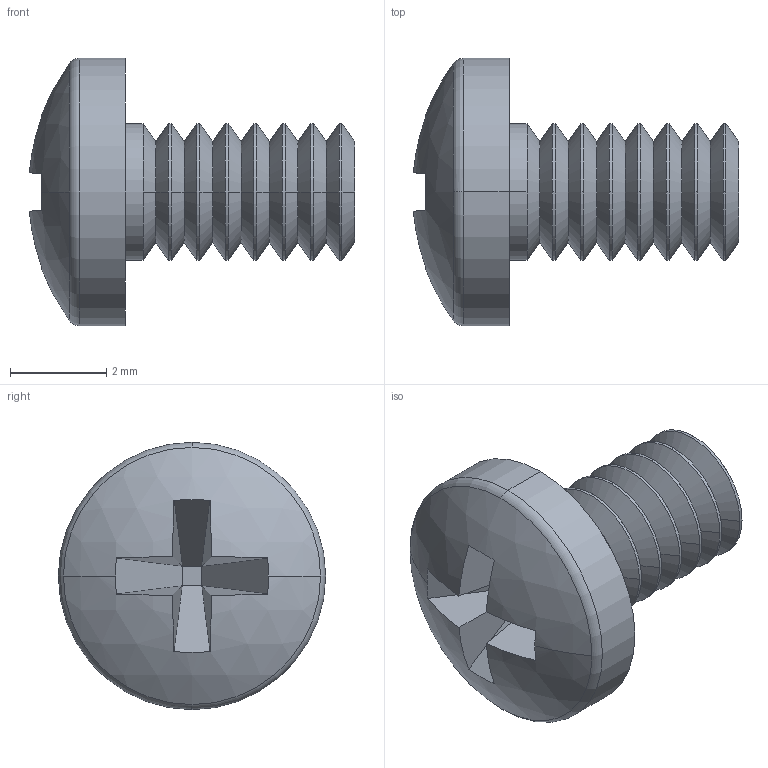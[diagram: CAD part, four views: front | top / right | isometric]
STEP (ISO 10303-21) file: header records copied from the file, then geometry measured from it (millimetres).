
FILE_DESCRIPTION (( 'STEP AP203' ), '1' );
FILE_NAME ('pan cross head_quanser ansi inch_CR-PHMS 0.112-40x0.188x0.188-S_sldprt.STEP', '2016-06-02T17:09:37', ( 'Shusen Zhang' ), ( 'MathWorks' ), 'SwSTEP 2.0', 'SolidWorks 2015', '' );
FILE_SCHEMA (( 'CONFIG_CONTROL_DESIGN' ));
Length unit declared in the file: inch
Products named in the file (1): pan cross head_quanser ansi inch_CR-PHMS 0.112-40x0.188x0.188-S_sldprt
Bounding box: 6.77 x 5.56 x 5.56 mm (x, y, z)
Volume: 58.5 mm3; surface area: 138.5 mm2
Topology: 1 solids, 1 shells, 67 faces, 168 edges, 104 vertices
Faces by surface type: cone 30, cylinder 18, plane 15, torus 2, sphere 2
Entity records: 2113 total; most frequent: DIRECTION 408, CARTESIAN_POINT 340, ORIENTED_EDGE 336, AXIS2_PLACEMENT_3D 172, EDGE_CURVE 168, CIRCLE 104, VERTEX_POINT 104, EDGE_LOOP 68
